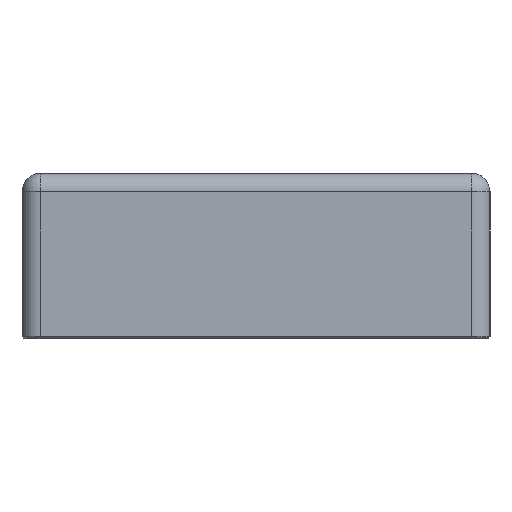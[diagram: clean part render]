
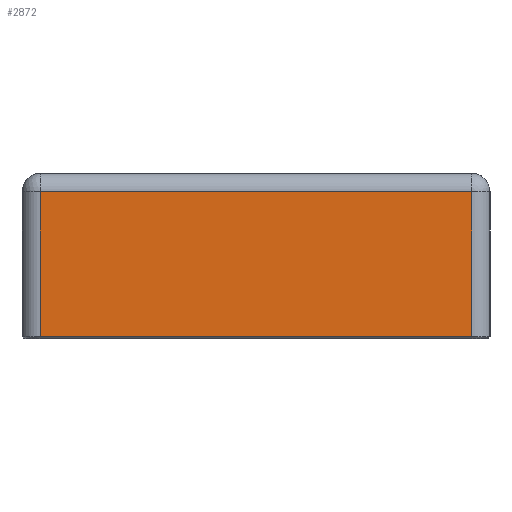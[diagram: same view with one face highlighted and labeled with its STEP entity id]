
A CAD part, left-side view. The second image highlights one B-rep face of the part: STEP entity #2872.
In plain terms, the highlighted planar face has unit normal (-1, 0, 0).
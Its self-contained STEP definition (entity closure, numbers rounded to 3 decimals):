
#111=PLANE('',#3202);
#327=FACE_OUTER_BOUND('',#545,.T.);
#545=EDGE_LOOP('',(#2460,#2461,#2462,#2463));
#781=LINE('',#4842,#1035);
#789=LINE('',#4869,#1043);
#790=LINE('',#4873,#1044);
#791=LINE('',#4874,#1045);
#1035=VECTOR('',#3955,10.);
#1043=VECTOR('',#3987,10.);
#1044=VECTOR('',#3992,10.);
#1045=VECTOR('',#3993,10.);
#1432=VERTEX_POINT('',#4832);
#1434=VERTEX_POINT('',#4838);
#1442=VERTEX_POINT('',#4868);
#1443=VERTEX_POINT('',#4872);
#1785=EDGE_CURVE('',#1432,#1434,#781,.T.);
#1799=EDGE_CURVE('',#1434,#1442,#789,.T.);
#1801=EDGE_CURVE('',#1443,#1432,#790,.T.);
#1802=EDGE_CURVE('',#1442,#1443,#791,.T.);
#2460=ORIENTED_EDGE('',*,*,#1785,.F.);
#2461=ORIENTED_EDGE('',*,*,#1801,.F.);
#2462=ORIENTED_EDGE('',*,*,#1802,.F.);
#2463=ORIENTED_EDGE('',*,*,#1799,.F.);
#2872=ADVANCED_FACE('',(#327),#111,.T.);
#3202=AXIS2_PLACEMENT_3D('',#4871,#3990,#3991);
#3955=DIRECTION('',(0.,1.,0.));
#3987=DIRECTION('',(0.,0.,1.));
#3990=DIRECTION('center_axis',(-1.,0.,0.));
#3991=DIRECTION('ref_axis',(0.,-1.,0.));
#3992=DIRECTION('',(0.,0.,-1.));
#3993=DIRECTION('',(0.,-1.,0.));
#4832=CARTESIAN_POINT('',(-4.,0.,-31.6));
#4838=CARTESIAN_POINT('',(-4.,94.,-31.6));
#4842=CARTESIAN_POINT('',(-4.,72.5,-31.6));
#4868=CARTESIAN_POINT('',(-4.,94.,0.));
#4869=CARTESIAN_POINT('',(-4.,94.,0.));
#4871=CARTESIAN_POINT('Origin',(-4.,98.,0.));
#4872=CARTESIAN_POINT('',(-4.,0.,0.));
#4873=CARTESIAN_POINT('',(-4.,0.,0.));
#4874=CARTESIAN_POINT('',(-4.,72.5,0.));
